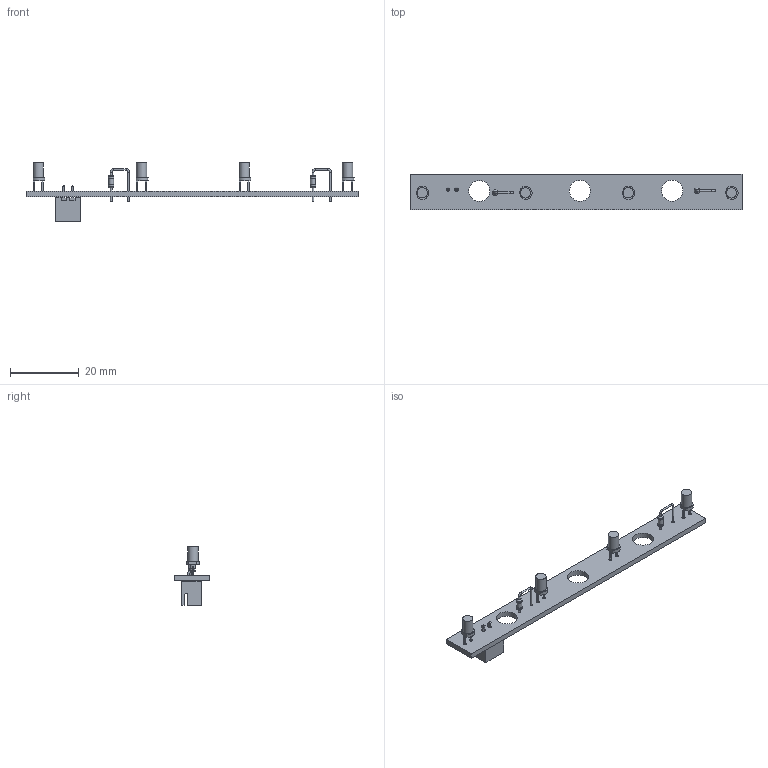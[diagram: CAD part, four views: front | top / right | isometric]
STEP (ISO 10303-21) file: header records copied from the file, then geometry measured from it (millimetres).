
FILE_DESCRIPTION(('KiCad electronic assembly'),'2;1');
FILE_NAME('VHF-FM-Lightbar.step','2024-11-06T14:44:09',('Pcbnew'),( 'Kicad'),'Open CASCADE STEP processor 7.7','KiCad to STEP converter' ,'Unknown');
FILE_SCHEMA(('AUTOMOTIVE_DESIGN { 1 0 10303 214 1 1 1 1 }'));
Length unit declared in the file: millimetre
Products named in the file (8): VHF-FM-Lightbar 1; R_Axial_DIN0204_L3.6mm_D1.6mm_P5.08mm_Vertical; R_Axial_DIN0204_L36mm_D16mm_P508mm_Vertical; LED_D3.0mm_FlatTop; JST_XH_B2B-XH-A_1x02_P2.50mm_Vertical; JST_B2B_XH_A; _autosave-VHF-FM-Lightbar_PCB
Assembly tree (11 placements, depth 3):
  VHF-FM-Lightbar 1
    R_Axial_DIN0204_L3.6mm_D1.6mm_P5.08mm_Vertical  x2
      R_Axial_DIN0204_L36mm_D16mm_P508mm_Vertical
    LED_D3.0mm_FlatTop  x4
      LED_D3.0mm_FlatTop
    JST_XH_B2B-XH-A_1x02_P2.50mm_Vertical
      JST_B2B_XH_A
    _autosave-VHF-FM-Lightbar_PCB
Bounding box: 96.55 x 10.35 x 17 mm (x, y, z)
Volume: 1785.8 mm3; surface area: 3145.5 mm2
Topology: 8 solids, 8 shells, 210 faces, 496 edges, 322 vertices
Faces by surface type: plane 159, cylinder 43, torus 8
Full cylindrical faces by diameter (mm): 0.5 x8, 0.7 x4, 0.9 x8, 1 x2, 1.44 x2, 1.6 x4, 3 x4, 6.096 x1, 6.144 x1, 6.153 x1
Entity records: 5392 total; most frequent: CARTESIAN_POINT 758, DIRECTION 745, ORIENTED_EDGE 728, EDGE_CURVE 364, LINE 297, VECTOR 297, VERTEX_POINT 237, AXIS2_PLACEMENT_3D 224
